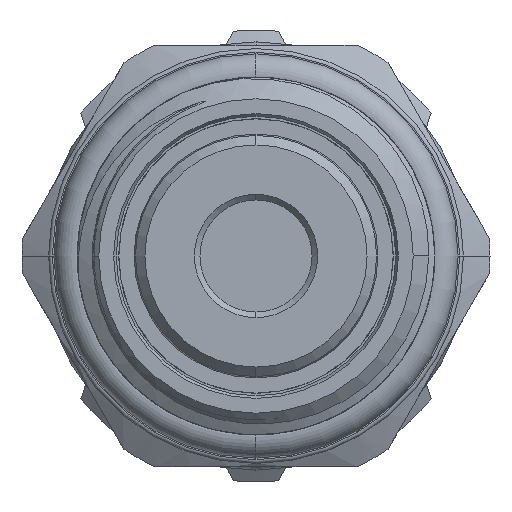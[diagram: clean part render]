
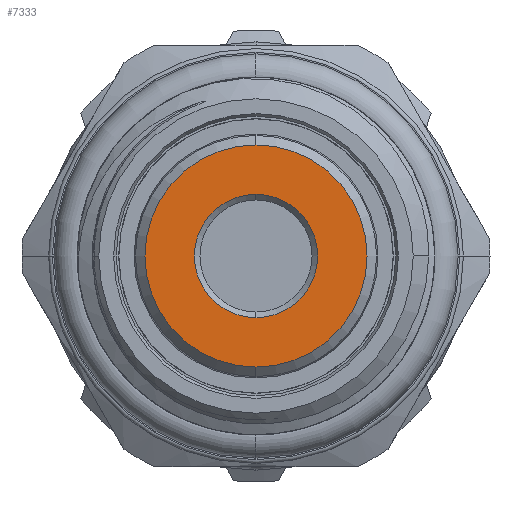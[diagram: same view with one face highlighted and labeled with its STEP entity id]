
A CAD part, left-side view. The second image highlights one B-rep face of the part: STEP entity #7333.
In plain terms, the highlighted planar face has unit normal (-1, 0, 0).
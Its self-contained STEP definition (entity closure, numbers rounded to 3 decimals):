
#2 = FACE_BOUND ( 'NONE', #12683, .T. ) ;
#3 = FACE_OUTER_BOUND ( 'NONE', #12312, .T. ) ;
#2189 = AXIS2_PLACEMENT_3D ( 'NONE', #9579, #9421, #9419 ) ;
#2190 = AXIS2_PLACEMENT_3D ( 'NONE', #9432, #9574, #9409 ) ;
#3864 = ORIENTED_EDGE ( 'NONE', *, *, #10039, .T. ) ;
#3886 = ORIENTED_EDGE ( 'NONE', *, *, #9796, .T. ) ;
#3938 = ORIENTED_EDGE ( 'NONE', *, *, #9794, .T. ) ;
#4490 = CIRCLE ( 'NONE', #8343, 3.25 ) ;
#4491 = CIRCLE ( 'NONE', #8340, 5.85 ) ;
#4498 = CIRCLE ( 'NONE', #2189, 5.85 ) ;
#4501 = CIRCLE ( 'NONE', #2190, 3.25 ) ;
#5338 = CARTESIAN_POINT ( 'NONE',  ( 0., 0., 0. ) ) ;
#5365 = DIRECTION ( 'NONE',  ( 0., 0., -1. ) ) ;
#5384 = DIRECTION ( 'NONE',  ( 0., 0., -1. ) ) ;
#5388 = CARTESIAN_POINT ( 'NONE',  ( 0., 0., 0. ) ) ;
#5389 = DIRECTION ( 'NONE',  ( 1., 0., 0. ) ) ;
#5398 = DIRECTION ( 'NONE',  ( -1., 0., 0. ) ) ;
#7333 = ADVANCED_FACE ( 'NONE', ( #2, #3 ), #13667, .F. ) ;
#8165 = AXIS2_PLACEMENT_3D ( 'NONE', #13330, #13160, #13109 ) ;
#8340 = AXIS2_PLACEMENT_3D ( 'NONE', #5338, #5398, #5365 ) ;
#8343 = AXIS2_PLACEMENT_3D ( 'NONE', #5388, #5389, #5384 ) ;
#9409 = DIRECTION ( 'NONE',  ( 0., 0., -1. ) ) ;
#9419 = DIRECTION ( 'NONE',  ( 0., 0., -1. ) ) ;
#9421 = DIRECTION ( 'NONE',  ( -1., 0., 0. ) ) ;
#9432 = CARTESIAN_POINT ( 'NONE',  ( 0., 0., 0. ) ) ;
#9488 = CARTESIAN_POINT ( 'NONE',  ( 0., 0., -3.25 ) ) ;
#9546 = CARTESIAN_POINT ( 'NONE',  ( 0., 0., -5.85 ) ) ;
#9563 = CARTESIAN_POINT ( 'NONE',  ( 0., 0., 3.25 ) ) ;
#9574 = DIRECTION ( 'NONE',  ( 1., 0., 0. ) ) ;
#9579 = CARTESIAN_POINT ( 'NONE',  ( 0., 0., 0. ) ) ;
#9655 = CARTESIAN_POINT ( 'NONE',  ( 0., 0., 5.85 ) ) ;
#9794 = EDGE_CURVE ( 'NONE', #13737, #13776, #4491, .T. ) ;
#9796 = EDGE_CURVE ( 'NONE', #13795, #13771, #4490, .T. ) ;
#10039 = EDGE_CURVE ( 'NONE', #13776, #13737, #4498, .T. ) ;
#10040 = EDGE_CURVE ( 'NONE', #13771, #13795, #4501, .T. ) ;
#12312 = EDGE_LOOP ( 'NONE', ( #3864, #3938 ) ) ;
#12683 = EDGE_LOOP ( 'NONE', ( #3886, #14292 ) ) ;
#13109 = DIRECTION ( 'NONE',  ( 0., 0., -1. ) ) ;
#13160 = DIRECTION ( 'NONE',  ( 1., 0., 0. ) ) ;
#13330 = CARTESIAN_POINT ( 'NONE',  ( 0., 0., 0. ) ) ;
#13667 = PLANE ( 'NONE',  #8165 ) ;
#13737 = VERTEX_POINT ( 'NONE', #9655 ) ;
#13771 = VERTEX_POINT ( 'NONE', #9488 ) ;
#13776 = VERTEX_POINT ( 'NONE', #9546 ) ;
#13795 = VERTEX_POINT ( 'NONE', #9563 ) ;
#14292 = ORIENTED_EDGE ( 'NONE', *, *, #10040, .T. ) ;
